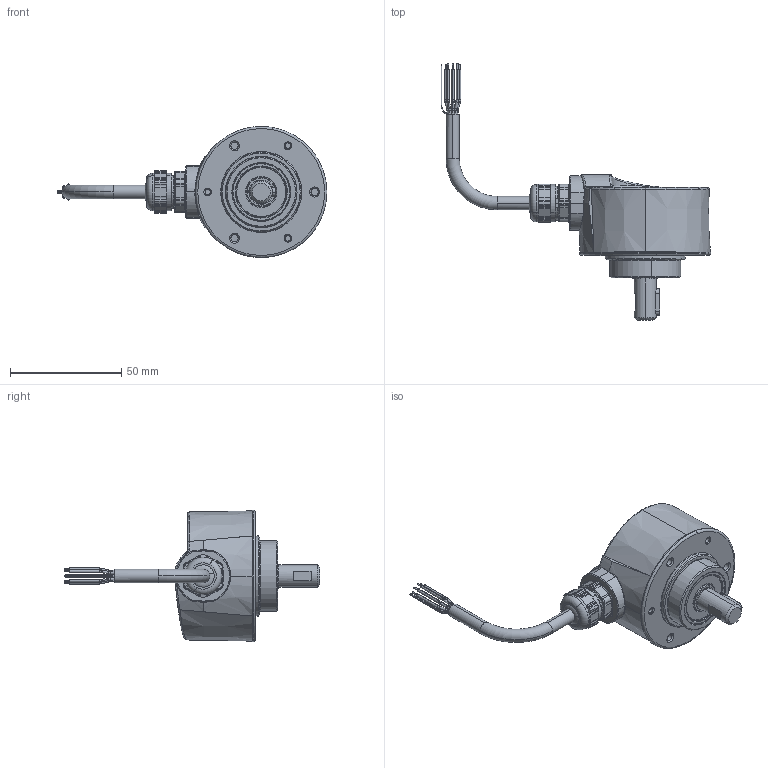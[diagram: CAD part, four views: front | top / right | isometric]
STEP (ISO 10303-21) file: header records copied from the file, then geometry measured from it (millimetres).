
FILE_DESCRIPTION (( 'STEP AP203' ), '1' );
FILE_NAME ('M025_DSM5H10_3R.STEP', '2018-04-06T13:22:15', ( '' ), ( '' ), 'SwSTEP 2.0', 'SolidWorks 2016', '' );
FILE_SCHEMA (( 'CONFIG_CONTROL_DESIGN' ));
Length unit declared in the file: millimetre
Products named in the file (1): M025_DSM5H10_3R
Bounding box: 121.2 x 115 x 59 mm (x, y, z)
Surface area: 19845.8 mm2 (no closed solid volume)
Topology: 0 solids, 31 shells, 515 faces, 1408 edges, 882 vertices
Faces by surface type: cylinder 227, torus 117, plane 91, cone 44, bspline 36
Entity records: 23831 total; most frequent: CARTESIAN_POINT 11754, ORIENTED_EDGE 2546, DIRECTION 2399, EDGE_CURVE 1404, AXIS2_PLACEMENT_3D 1048, VERTEX_POINT 880, CIRCLE 589, EDGE_LOOP 532
